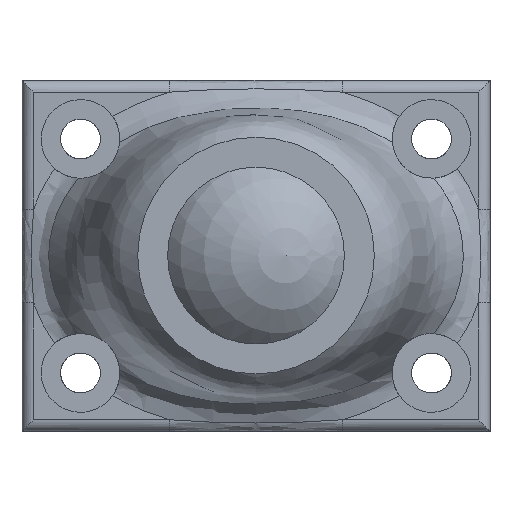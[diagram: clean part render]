
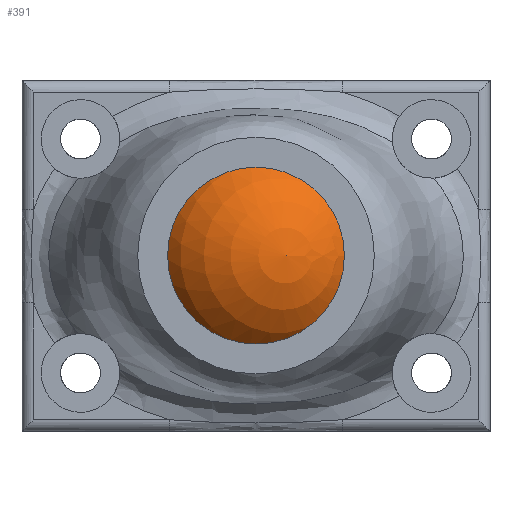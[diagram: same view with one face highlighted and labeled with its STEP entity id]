
A CAD part, top view. The second image highlights one B-rep face of the part: STEP entity #391.
In plain terms, the highlighted spherical face has radius 10 mm.
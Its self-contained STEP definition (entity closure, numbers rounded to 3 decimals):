
#391 = ADVANCED_FACE('',(#392),#396,.T.);
#392 = FACE_BOUND('',#393,.T.);
#393 = VERTEX_LOOP('',#394);
#394 = VERTEX_POINT('',#395);
#395 = CARTESIAN_POINT('',(0.,0.,-10.));
#396 = SPHERICAL_SURFACE('',#397,10.);
#397 = AXIS2_PLACEMENT_3D('',#398,#399,#400);
#398 = CARTESIAN_POINT('',(0.,0.,0.));
#399 = DIRECTION('',(0.,0.,1.));
#400 = DIRECTION('',(1.,0.,-0.));
